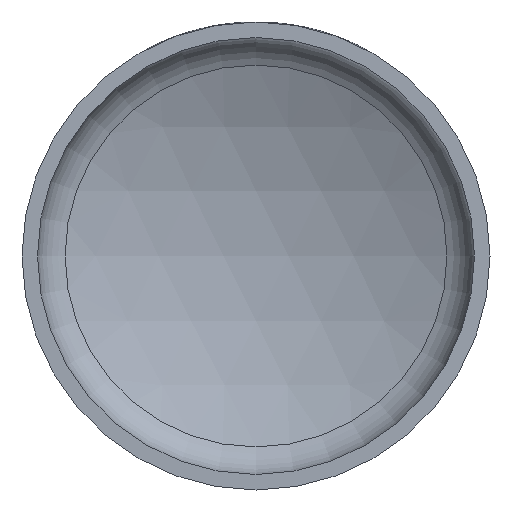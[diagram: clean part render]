
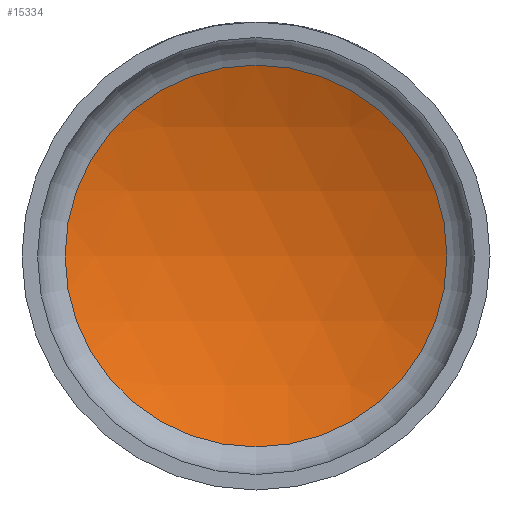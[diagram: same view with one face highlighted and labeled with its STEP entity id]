
A CAD part, front view. The second image highlights one B-rep face of the part: STEP entity #15334.
In plain terms, the highlighted spherical face has radius 60.3 mm.
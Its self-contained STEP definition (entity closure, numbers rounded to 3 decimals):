
#48 = FACE_OUTER_BOUND ( 'NONE', #7515, .T. ) ;
#170 = DIRECTION ( 'NONE',  ( 0., -1., 0. ) ) ;
#985 = ORIENTED_EDGE ( 'NONE', *, *, #10267, .T. ) ;
#1159 = CARTESIAN_POINT ( 'NONE',  ( 0., -41.577, 0. ) ) ;
#2984 = DIRECTION ( 'NONE',  ( 0., 0., 1. ) ) ;
#4798 = DIRECTION ( 'NONE',  ( 0., 0., -1. ) ) ;
#6171 = SPHERICAL_SURFACE ( 'NONE', #17913, 60.3 ) ;
#7164 = AXIS2_PLACEMENT_3D ( 'NONE', #10922, #170, #4798 ) ;
#7515 = EDGE_LOOP ( 'NONE', ( #985 ) ) ;
#10267 = EDGE_CURVE ( 'NONE', #14750, #14750, #12058, .T. ) ;
#10922 = CARTESIAN_POINT ( 'NONE',  ( 0., 13.478, 0. ) ) ;
#12058 = CIRCLE ( 'NONE', #7164, 24.598 ) ;
#14750 = VERTEX_POINT ( 'NONE', #16519 ) ;
#15334 = ADVANCED_FACE ( 'NONE', ( #48 ), #6171, .F. ) ;
#15339 = DIRECTION ( 'NONE',  ( 1., 0., 0. ) ) ;
#16519 = CARTESIAN_POINT ( 'NONE',  ( 0., 13.478, -24.598 ) ) ;
#17913 = AXIS2_PLACEMENT_3D ( 'NONE', #1159, #2984, #15339 ) ;
